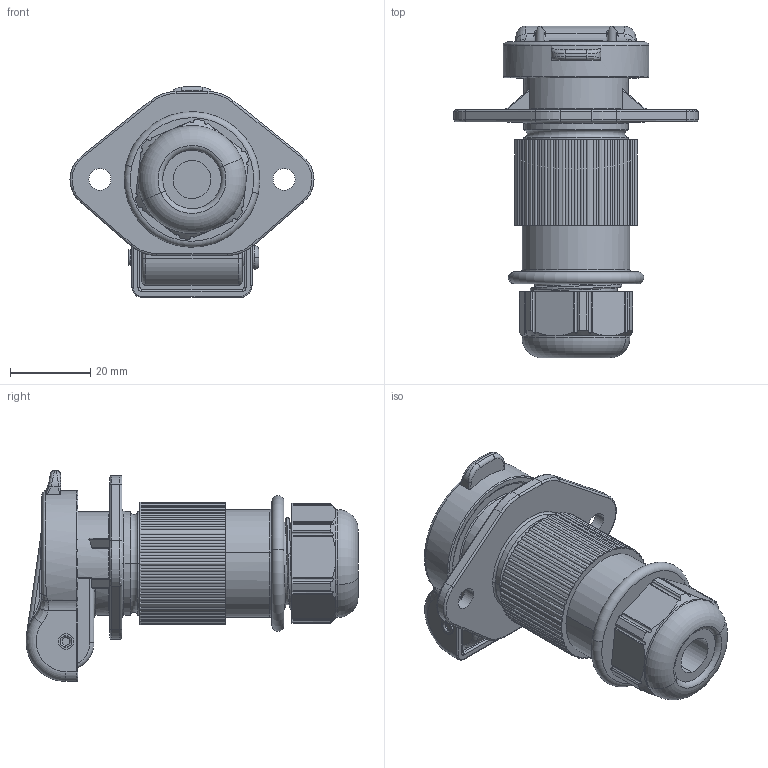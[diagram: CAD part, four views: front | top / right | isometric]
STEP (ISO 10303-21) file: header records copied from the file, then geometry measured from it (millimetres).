
FILE_DESCRIPTION((''),'2;1');
FILE_NAME('151131_SW0001','2018-03-22T',('rdca'),(''),'PRO/ENGINEER BY PARAMETRIC TECHNOLOGY CORPORATION, 2016100','PRO/ENGINEER BY PARAMETRIC TECHNOLOGY CORPORATION, 2016100','');
FILE_SCHEMA(('CONFIG_CONTROL_DESIGN'));
Length unit declared in the file: millimetre
Products named in the file (1): 151131_SW0001
Bounding box: 61 x 83 x 52.73 mm (x, y, z)
Surface area: 18664.9 mm2 (no closed solid volume)
Topology: 0 solids, 5 shells, 576 faces, 1809 edges, 1239 vertices
Faces by surface type: cylinder 254, plane 168, torus 62, extrusion 49, bspline 37, cone 6
Entity records: 25290 total; most frequent: CARTESIAN_POINT 9251, ORIENTED_EDGE 3470, DIRECTION 3253, EDGE_CURVE 1809, VERTEX_POINT 1239, AXIS2_PLACEMENT_3D 1230, VECTOR 793, LINE 744
